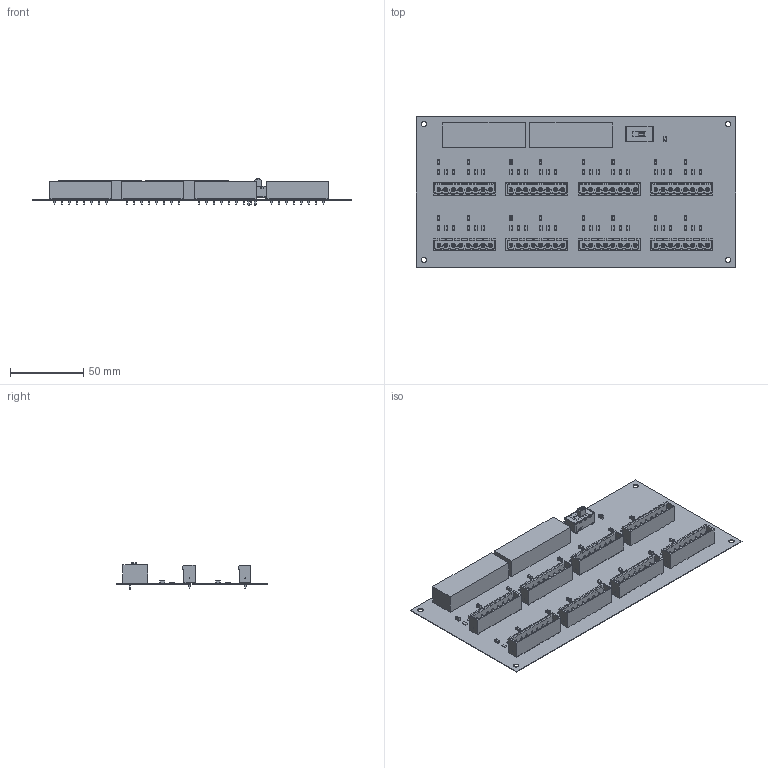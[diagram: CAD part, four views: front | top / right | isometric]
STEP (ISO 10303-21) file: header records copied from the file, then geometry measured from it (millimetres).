
FILE_DESCRIPTION(('Open CASCADE Model'),'2;1');
FILE_NAME('Open CASCADE Shape Model','2025-07-26T22:11:37',('Author'),( 'Open CASCADE'),'Open CASCADE STEP processor 7.5','Open CASCADE 7.5' ,'Unknown');
FILE_SCHEMA(('AUTOMOTIVE_DESIGN { 1 0 10303 214 1 1 1 1 }'));
Length unit declared in the file: millimetre
Products named in the file (103): PCB; Board; Open CASCADE STEP translator 7.5 3.1.1; C3; Cap_Taiyo_Yuden_UMK316BBJ106ML-T_eec; Terminals; Electrode; Taiyo logo; C1; Cap_TDK_CGA5L2X7R2A154K160AA_eec; 1; 2; TDK Logo; SW1; Switch_C&K_Components_L101011MS02Q_eec; 3; 4; L101011MS02Q--3DModel-STEP-56544; C&K Logo; B4; 6952117232; Extruded; B3; RX; 6625748256; 6625748176; R3; R1; J1_socket8; 6230842080; mstbva_2.5-8-g-5.08; J1_socket7; J1_socket6; J1_socket5; J1_socket4; J1_socket3; J1_socket2; J1_socket1
Assembly tree (267 placements, depth 5):
  PCB
    Board
      Open CASCADE STEP translator 7.5 3.1.1
    C3
      Cap_Taiyo_Yuden_UMK316BBJ106ML-T_eec
        Terminals
        Electrode
        Taiyo logo
    C1
      Cap_TDK_CGA5L2X7R2A154K160AA_eec
        1
        2
        TDK Logo
    C1
      Cap_TDK_CGA5L2X7R2A154K160AA_eec
        1
        2
        TDK Logo
    C1
      Cap_TDK_CGA5L2X7R2A154K160AA_eec
        1
        2
        TDK Logo
    C1
      Cap_TDK_CGA5L2X7R2A154K160AA_eec
        1
        2
        TDK Logo
    C1
      Cap_TDK_CGA5L2X7R2A154K160AA_eec
        1
        2
        TDK Logo
    C1
      Cap_TDK_CGA5L2X7R2A154K160AA_eec
        1
        2
        TDK Logo
    C1
      Cap_TDK_CGA5L2X7R2A154K160AA_eec
        1
        2
        TDK Logo
    C1
      Cap_TDK_CGA5L2X7R2A154K160AA_eec
        1
        2
        TDK Logo
    C1
      Cap_TDK_CGA5L2X7R2A154K160AA_eec
        1
        2
        TDK Logo
    C1
      Cap_TDK_CGA5L2X7R2A154K160AA_eec
        1
        2
        TDK Logo
    C1
      Cap_TDK_CGA5L2X7R2A154K160AA_eec
Bounding box: 218.44 x 102.87 x 18.01 mm (x, y, z)
Volume: 53337.9 mm3; surface area: 80875.3 mm2
Topology: 402 solids, 402 shells, 8600 faces, 20103 edges, 12706 vertices
Faces by surface type: plane 6142, cylinder 1596, sphere 520, bspline 214, cone 128
Full cylindrical faces by diameter (mm): 1.33 x4, 1.4 x64, 1.65 x2, 3.6 x4
Entity records: 45882 total; most frequent: CARTESIAN_POINT 8065, DIRECTION 6367, ORIENTED_EDGE 6136, EDGE_CURVE 3068, LINE 2201, VECTOR 2201, AXIS2_PLACEMENT_3D 2083, VERTEX_POINT 1965
